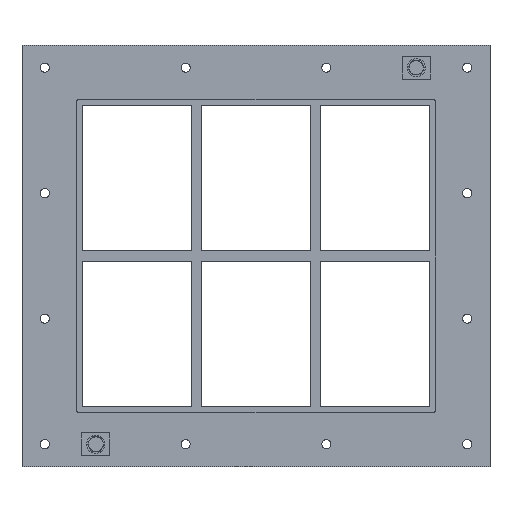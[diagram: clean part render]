
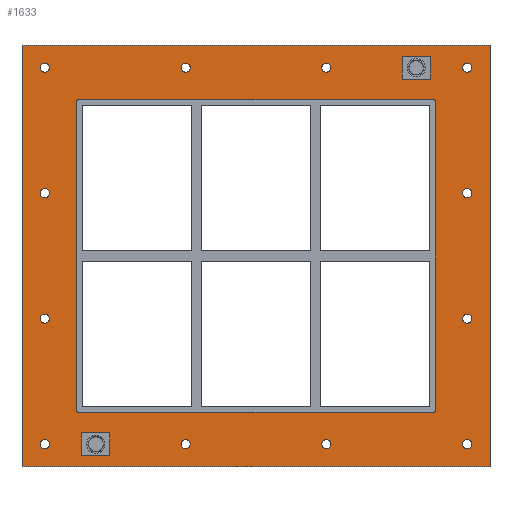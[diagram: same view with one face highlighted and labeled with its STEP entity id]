
A CAD part, front view. The second image highlights one B-rep face of the part: STEP entity #1633.
In plain terms, the highlighted planar face has unit normal (0, -1, 0).
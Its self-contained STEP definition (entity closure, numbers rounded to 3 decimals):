
#84=CARTESIAN_POINT('',(-226.75,0.0,-206.5));
#85=VERTEX_POINT('',#84);
#86=CARTESIAN_POINT('',(-231.75,0.0,-206.5));
#87=DIRECTION('',(0.0,1.0,0.0));
#88=DIRECTION('',(1.0,0.0,0.0));
#89=AXIS2_PLACEMENT_3D('',#86,#87,#88);
#90=CIRCLE('',#89,5.0);
#91=EDGE_CURVE('',#85,#85,#90,.T.);
#112=CARTESIAN_POINT('',(236.75,0.0,-68.8));
#113=VERTEX_POINT('',#112);
#114=CARTESIAN_POINT('',(231.75,0.0,-68.8));
#115=DIRECTION('',(0.0,1.0,0.0));
#116=DIRECTION('',(1.0,0.0,0.0));
#117=AXIS2_PLACEMENT_3D('',#114,#115,#116);
#118=CIRCLE('',#117,5.0);
#119=EDGE_CURVE('',#113,#113,#118,.T.);
#140=CARTESIAN_POINT('',(-226.75,0.0,-68.8));
#141=VERTEX_POINT('',#140);
#142=CARTESIAN_POINT('',(-231.75,0.0,-68.8));
#143=DIRECTION('',(0.0,1.0,0.0));
#144=DIRECTION('',(1.0,0.0,0.0));
#145=AXIS2_PLACEMENT_3D('',#142,#143,#144);
#146=CIRCLE('',#145,5.0);
#147=EDGE_CURVE('',#141,#141,#146,.T.);
#168=CARTESIAN_POINT('',(236.75,0.0,68.9));
#169=VERTEX_POINT('',#168);
#170=CARTESIAN_POINT('',(231.75,0.0,68.9));
#171=DIRECTION('',(0.0,1.0,0.0));
#172=DIRECTION('',(1.0,0.0,0.0));
#173=AXIS2_PLACEMENT_3D('',#170,#171,#172);
#174=CIRCLE('',#173,5.0);
#175=EDGE_CURVE('',#169,#169,#174,.T.);
#196=CARTESIAN_POINT('',(-226.75,0.0,68.9));
#197=VERTEX_POINT('',#196);
#198=CARTESIAN_POINT('',(-231.75,0.0,68.9));
#199=DIRECTION('',(0.0,1.0,0.0));
#200=DIRECTION('',(1.0,0.0,0.0));
#201=AXIS2_PLACEMENT_3D('',#198,#199,#200);
#202=CIRCLE('',#201,5.0);
#203=EDGE_CURVE('',#197,#197,#202,.T.);
#224=CARTESIAN_POINT('',(-72.25,0.0,206.6));
#225=VERTEX_POINT('',#224);
#226=CARTESIAN_POINT('',(-77.25,0.0,206.6));
#227=DIRECTION('',(0.0,1.0,0.0));
#228=DIRECTION('',(1.0,0.0,0.0));
#229=AXIS2_PLACEMENT_3D('',#226,#227,#228);
#230=CIRCLE('',#229,5.0);
#231=EDGE_CURVE('',#225,#225,#230,.T.);
#252=CARTESIAN_POINT('',(-72.25,0.0,-206.5));
#253=VERTEX_POINT('',#252);
#254=CARTESIAN_POINT('',(-77.25,0.0,-206.5));
#255=DIRECTION('',(0.0,1.0,0.0));
#256=DIRECTION('',(1.0,0.0,0.0));
#257=AXIS2_PLACEMENT_3D('',#254,#255,#256);
#258=CIRCLE('',#257,5.0);
#259=EDGE_CURVE('',#253,#253,#258,.T.);
#280=CARTESIAN_POINT('',(82.25,0.0,206.6));
#281=VERTEX_POINT('',#280);
#282=CARTESIAN_POINT('',(77.25,0.0,206.6));
#283=DIRECTION('',(0.0,1.0,0.0));
#284=DIRECTION('',(1.0,0.0,0.0));
#285=AXIS2_PLACEMENT_3D('',#282,#283,#284);
#286=CIRCLE('',#285,5.0);
#287=EDGE_CURVE('',#281,#281,#286,.T.);
#308=CARTESIAN_POINT('',(82.25,0.0,-206.5));
#309=VERTEX_POINT('',#308);
#310=CARTESIAN_POINT('',(77.25,0.0,-206.5));
#311=DIRECTION('',(0.0,1.0,0.0));
#312=DIRECTION('',(1.0,0.0,0.0));
#313=AXIS2_PLACEMENT_3D('',#310,#311,#312);
#314=CIRCLE('',#313,5.0);
#315=EDGE_CURVE('',#309,#309,#314,.T.);
#336=CARTESIAN_POINT('',(236.75,0.0,-206.5));
#337=VERTEX_POINT('',#336);
#338=CARTESIAN_POINT('',(231.75,0.0,-206.5));
#339=DIRECTION('',(0.0,1.0,0.0));
#340=DIRECTION('',(1.0,0.0,0.0));
#341=AXIS2_PLACEMENT_3D('',#338,#339,#340);
#342=CIRCLE('',#341,5.0);
#343=EDGE_CURVE('',#337,#337,#342,.T.);
#364=CARTESIAN_POINT('',(-226.75,0.0,206.6));
#365=VERTEX_POINT('',#364);
#366=CARTESIAN_POINT('',(-231.75,0.0,206.6));
#367=DIRECTION('',(0.0,1.0,0.0));
#368=DIRECTION('',(1.0,0.0,0.0));
#369=AXIS2_PLACEMENT_3D('',#366,#367,#368);
#370=CIRCLE('',#369,5.0);
#371=EDGE_CURVE('',#365,#365,#370,.T.);
#392=CARTESIAN_POINT('',(236.75,0.0,206.6));
#393=VERTEX_POINT('',#392);
#394=CARTESIAN_POINT('',(231.75,0.0,206.6));
#395=DIRECTION('',(0.0,1.0,0.0));
#396=DIRECTION('',(1.0,0.0,0.0));
#397=AXIS2_PLACEMENT_3D('',#394,#395,#396);
#398=CIRCLE('',#397,5.0);
#399=EDGE_CURVE('',#393,#393,#398,.T.);
#1488=CARTESIAN_POINT('',(0.0,0.0,0.0));
#1489=DIRECTION('',(0.0,1.0,0.0));
#1490=DIRECTION('',(0.0,0.0,1.0));
#1491=AXIS2_PLACEMENT_3D('',#1488,#1489,#1490);
#1492=PLANE('',#1491);
#1493=CARTESIAN_POINT('',(-256.75,0.0,231.5));
#1494=VERTEX_POINT('',#1493);
#1495=CARTESIAN_POINT('',(256.75,0.0,231.5));
#1496=VERTEX_POINT('',#1495);
#1497=CARTESIAN_POINT('',(-256.75,0.0,231.5));
#1498=DIRECTION('',(1.0,0.0,0.0));
#1499=VECTOR('',#1498,513.5);
#1500=LINE('',#1497,#1499);
#1501=EDGE_CURVE('',#1494,#1496,#1500,.T.);
#1502=ORIENTED_EDGE('',*,*,#1501,.F.);
#1503=CARTESIAN_POINT('',(-256.75,0.0,-231.5));
#1504=VERTEX_POINT('',#1503);
#1505=CARTESIAN_POINT('',(-256.75,0.0,-231.5));
#1506=DIRECTION('',(0.0,0.0,1.0));
#1507=VECTOR('',#1506,463.);
#1508=LINE('',#1505,#1507);
#1509=EDGE_CURVE('',#1504,#1494,#1508,.T.);
#1510=ORIENTED_EDGE('',*,*,#1509,.F.);
#1511=CARTESIAN_POINT('',(256.75,0.0,-231.5));
#1512=VERTEX_POINT('',#1511);
#1513=CARTESIAN_POINT('',(256.75,0.0,-231.5));
#1514=DIRECTION('',(-1.0,0.0,0.0));
#1515=VECTOR('',#1514,513.5);
#1516=LINE('',#1513,#1515);
#1517=EDGE_CURVE('',#1512,#1504,#1516,.T.);
#1518=ORIENTED_EDGE('',*,*,#1517,.F.);
#1519=CARTESIAN_POINT('',(256.75,0.0,231.5));
#1520=DIRECTION('',(0.0,0.0,-1.0));
#1521=VECTOR('',#1520,463.);
#1522=LINE('',#1519,#1521);
#1523=EDGE_CURVE('',#1496,#1512,#1522,.T.);
#1524=ORIENTED_EDGE('',*,*,#1523,.F.);
#1525=EDGE_LOOP('',(#1502,#1510,#1518,#1524));
#1526=FACE_OUTER_BOUND('',#1525,.T.);
#1527=ORIENTED_EDGE('',*,*,#91,.T.);
#1528=EDGE_LOOP('',(#1527));
#1529=FACE_BOUND('',#1528,.T.);
#1530=ORIENTED_EDGE('',*,*,#119,.T.);
#1531=EDGE_LOOP('',(#1530));
#1532=FACE_BOUND('',#1531,.T.);
#1533=ORIENTED_EDGE('',*,*,#147,.T.);
#1534=EDGE_LOOP('',(#1533));
#1535=FACE_BOUND('',#1534,.T.);
#1536=ORIENTED_EDGE('',*,*,#175,.T.);
#1537=EDGE_LOOP('',(#1536));
#1538=FACE_BOUND('',#1537,.T.);
#1539=ORIENTED_EDGE('',*,*,#203,.T.);
#1540=EDGE_LOOP('',(#1539));
#1541=FACE_BOUND('',#1540,.T.);
#1542=ORIENTED_EDGE('',*,*,#231,.T.);
#1543=EDGE_LOOP('',(#1542));
#1544=FACE_BOUND('',#1543,.T.);
#1545=ORIENTED_EDGE('',*,*,#259,.T.);
#1546=EDGE_LOOP('',(#1545));
#1547=FACE_BOUND('',#1546,.T.);
#1548=ORIENTED_EDGE('',*,*,#287,.T.);
#1549=EDGE_LOOP('',(#1548));
#1550=FACE_BOUND('',#1549,.T.);
#1551=ORIENTED_EDGE('',*,*,#315,.T.);
#1552=EDGE_LOOP('',(#1551));
#1553=FACE_BOUND('',#1552,.T.);
#1554=ORIENTED_EDGE('',*,*,#343,.T.);
#1555=EDGE_LOOP('',(#1554));
#1556=FACE_BOUND('',#1555,.T.);
#1557=ORIENTED_EDGE('',*,*,#371,.T.);
#1558=EDGE_LOOP('',(#1557));
#1559=FACE_BOUND('',#1558,.T.);
#1560=ORIENTED_EDGE('',*,*,#399,.T.);
#1561=EDGE_LOOP('',(#1560));
#1562=FACE_BOUND('',#1561,.T.);
#1563=CARTESIAN_POINT('',(-194.75,0.0,171.5));
#1564=VERTEX_POINT('',#1563);
#1565=CARTESIAN_POINT('',(-196.75,0.0,169.5));
#1566=VERTEX_POINT('',#1565);
#1567=CARTESIAN_POINT('',(-194.75,0.0,169.5));
#1568=DIRECTION('',(0.0,-1.0,0.0));
#1569=DIRECTION('',(-0.707,0.0,0.707));
#1570=AXIS2_PLACEMENT_3D('',#1567,#1568,#1569);
#1571=CIRCLE('',#1570,2.0);
#1572=EDGE_CURVE('',#1564,#1566,#1571,.T.);
#1573=ORIENTED_EDGE('',*,*,#1572,.F.);
#1574=CARTESIAN_POINT('',(194.75,0.0,171.5));
#1575=VERTEX_POINT('',#1574);
#1576=CARTESIAN_POINT('',(194.75,0.0,171.5));
#1577=DIRECTION('',(-1.0,0.0,0.0));
#1578=VECTOR('',#1577,389.5);
#1579=LINE('',#1576,#1578);
#1580=EDGE_CURVE('',#1575,#1564,#1579,.T.);
#1581=ORIENTED_EDGE('',*,*,#1580,.F.);
#1582=CARTESIAN_POINT('',(196.75,0.0,169.5));
#1583=VERTEX_POINT('',#1582);
#1584=CARTESIAN_POINT('',(194.75,0.0,169.5));
#1585=DIRECTION('',(0.0,-1.0,0.0));
#1586=DIRECTION('',(0.707,0.0,0.707));
#1587=AXIS2_PLACEMENT_3D('',#1584,#1585,#1586);
#1588=CIRCLE('',#1587,2.0);
#1589=EDGE_CURVE('',#1583,#1575,#1588,.T.);
#1590=ORIENTED_EDGE('',*,*,#1589,.F.);
#1591=CARTESIAN_POINT('',(196.75,0.0,-169.5));
#1592=VERTEX_POINT('',#1591);
#1593=CARTESIAN_POINT('',(196.75,0.0,-169.5));
#1594=DIRECTION('',(0.0,0.0,1.0));
#1595=VECTOR('',#1594,339.);
#1596=LINE('',#1593,#1595);
#1597=EDGE_CURVE('',#1592,#1583,#1596,.T.);
#1598=ORIENTED_EDGE('',*,*,#1597,.F.);
#1599=CARTESIAN_POINT('',(194.75,0.0,-171.5));
#1600=VERTEX_POINT('',#1599);
#1601=CARTESIAN_POINT('',(194.75,0.0,-169.5));
#1602=DIRECTION('',(0.0,-1.0,0.0));
#1603=DIRECTION('',(0.707,0.0,-0.707));
#1604=AXIS2_PLACEMENT_3D('',#1601,#1602,#1603);
#1605=CIRCLE('',#1604,2.0);
#1606=EDGE_CURVE('',#1600,#1592,#1605,.T.);
#1607=ORIENTED_EDGE('',*,*,#1606,.F.);
#1608=CARTESIAN_POINT('',(-194.75,0.0,-171.5));
#1609=VERTEX_POINT('',#1608);
#1610=CARTESIAN_POINT('',(-194.75,0.0,-171.5));
#1611=DIRECTION('',(1.0,0.0,0.0));
#1612=VECTOR('',#1611,389.5);
#1613=LINE('',#1610,#1612);
#1614=EDGE_CURVE('',#1609,#1600,#1613,.T.);
#1615=ORIENTED_EDGE('',*,*,#1614,.F.);
#1616=CARTESIAN_POINT('',(-196.75,0.0,-169.5));
#1617=VERTEX_POINT('',#1616);
#1618=CARTESIAN_POINT('',(-194.75,0.0,-169.5));
#1619=DIRECTION('',(0.0,-1.0,0.0));
#1620=DIRECTION('',(-0.707,0.0,-0.707));
#1621=AXIS2_PLACEMENT_3D('',#1618,#1619,#1620);
#1622=CIRCLE('',#1621,2.0);
#1623=EDGE_CURVE('',#1617,#1609,#1622,.T.);
#1624=ORIENTED_EDGE('',*,*,#1623,.F.);
#1625=CARTESIAN_POINT('',(-196.75,0.0,169.5));
#1626=DIRECTION('',(0.0,0.0,-1.0));
#1627=VECTOR('',#1626,339.);
#1628=LINE('',#1625,#1627);
#1629=EDGE_CURVE('',#1566,#1617,#1628,.T.);
#1630=ORIENTED_EDGE('',*,*,#1629,.F.);
#1631=EDGE_LOOP('',(#1573,#1581,#1590,#1598,#1607,#1615,#1624,#1630));
#1632=FACE_BOUND('',#1631,.T.);
#1633=ADVANCED_FACE('',(#1526,#1529,#1532,#1535,#1538,#1541,#1544,#1547,#1550,#1553,#1556,#1559,#1562,#1632),#1492,.F.);
